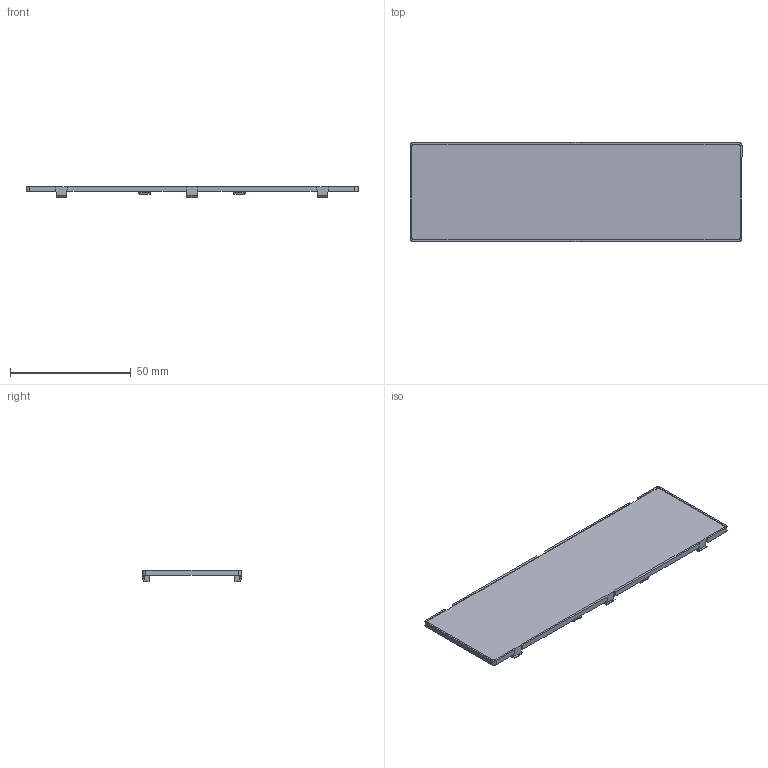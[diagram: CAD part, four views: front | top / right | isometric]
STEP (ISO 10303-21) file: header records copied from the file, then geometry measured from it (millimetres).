
FILE_DESCRIPTION(/* description */ (''),/* implementation_level */ '2;1');
FILE_NAME(/* name */ '2604513_F-G_3D.stp',/* time_stamp */ '2021-07-06T09:54:35+02:00',/* author */ ('luedemann'),/* organization */ ('Fa. Bopla'),/* preprocessor_version */ 'ST-DEVELOPER v17',/* originating_system */ 'Autodesk Inventor 2019',/* authorisation */ '');
FILE_SCHEMA (('AUTOMOTIVE_DESIGN { 1 0 10303 214 3 1 1 }'));
Length unit declared in the file: millimetre
Products named in the file (1): 2604513_F-G_3D
Bounding box: 137.49 x 41.28 x 4.9 mm (x, y, z)
Volume: 11183.5 mm3; surface area: 12430.3 mm2
Topology: 1 solids, 1 shells, 155 faces, 390 edges, 244 vertices
Faces by surface type: plane 125, cylinder 30
Full cylindrical faces by diameter (mm): 1.99 x6
Entity records: 4730 total; most frequent: CARTESIAN_POINT 790, ORIENTED_EDGE 780, DIRECTION 758, EDGE_CURVE 390, LINE 334, VECTOR 334, VERTEX_POINT 244, AXIS2_PLACEMENT_3D 212
